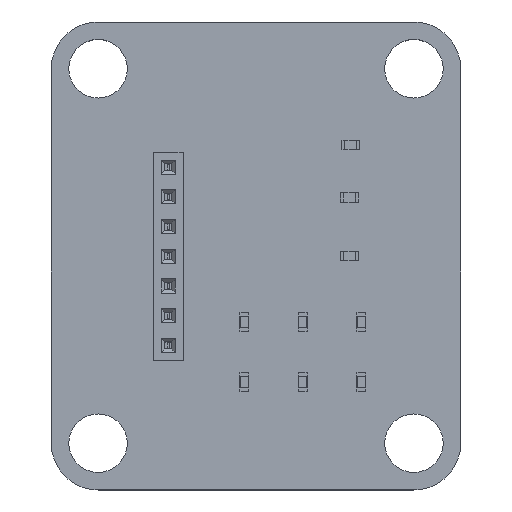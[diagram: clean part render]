
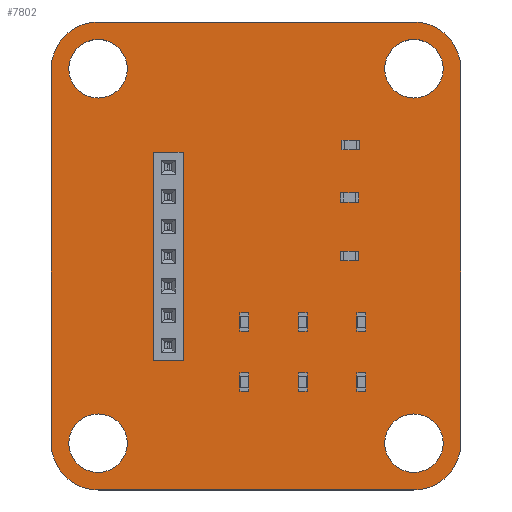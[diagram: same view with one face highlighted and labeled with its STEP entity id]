
A CAD part, top view. The second image highlights one B-rep face of the part: STEP entity #7802.
In plain terms, the highlighted planar face has unit normal (0, 0, 1).
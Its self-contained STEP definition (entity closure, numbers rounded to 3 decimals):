
#7532 = VERTEX_POINT('',#7533);
#7533 = CARTESIAN_POINT('',(136.,-65.,1.51));
#7539 = EDGE_CURVE('',#7532,#7540,#7542,.T.);
#7540 = VERTEX_POINT('',#7541);
#7541 = CARTESIAN_POINT('',(140.,-69.,1.51));
#7542 = CIRCLE('',#7543,4.);
#7543 = AXIS2_PLACEMENT_3D('',#7544,#7545,#7546);
#7544 = CARTESIAN_POINT('',(136.,-69.,1.51));
#7545 = DIRECTION('',(0.,0.,-1.));
#7546 = DIRECTION('',(0.,1.,0.));
#7574 = VERTEX_POINT('',#7575);
#7575 = CARTESIAN_POINT('',(109.,-65.,1.51));
#7581 = EDGE_CURVE('',#7574,#7532,#7582,.T.);
#7582 = LINE('',#7583,#7584);
#7583 = CARTESIAN_POINT('',(109.,-65.,1.51));
#7584 = VECTOR('',#7585,1.);
#7585 = DIRECTION('',(1.,0.,0.));
#7603 = EDGE_CURVE('',#7540,#7604,#7606,.T.);
#7604 = VERTEX_POINT('',#7605);
#7605 = CARTESIAN_POINT('',(140.,-101.,1.51));
#7606 = LINE('',#7607,#7608);
#7607 = CARTESIAN_POINT('',(140.,-69.,1.51));
#7608 = VECTOR('',#7609,1.);
#7609 = DIRECTION('',(0.,-1.,0.));
#7802 = ADVANCED_FACE('',(#7803,#7849,#7860,#7871,#7882,#7893,#7904,
    #7915,#7926,#7937,#7948,#7959),#7970,.T.);
#7803 = FACE_BOUND('',#7804,.T.);
#7804 = EDGE_LOOP('',(#7805,#7806,#7807,#7816,#7824,#7833,#7841,#7848));
#7805 = ORIENTED_EDGE('',*,*,#7539,.F.);
#7806 = ORIENTED_EDGE('',*,*,#7581,.F.);
#7807 = ORIENTED_EDGE('',*,*,#7808,.F.);
#7808 = EDGE_CURVE('',#7809,#7574,#7811,.T.);
#7809 = VERTEX_POINT('',#7810);
#7810 = CARTESIAN_POINT('',(105.,-69.,1.51));
#7811 = CIRCLE('',#7812,4.);
#7812 = AXIS2_PLACEMENT_3D('',#7813,#7814,#7815);
#7813 = CARTESIAN_POINT('',(109.,-69.,1.51));
#7814 = DIRECTION('',(0.,0.,-1.));
#7815 = DIRECTION('',(-1.,0.,0.));
#7816 = ORIENTED_EDGE('',*,*,#7817,.F.);
#7817 = EDGE_CURVE('',#7818,#7809,#7820,.T.);
#7818 = VERTEX_POINT('',#7819);
#7819 = CARTESIAN_POINT('',(105.,-101.,1.51));
#7820 = LINE('',#7821,#7822);
#7821 = CARTESIAN_POINT('',(105.,-101.,1.51));
#7822 = VECTOR('',#7823,1.);
#7823 = DIRECTION('',(0.,1.,0.));
#7824 = ORIENTED_EDGE('',*,*,#7825,.F.);
#7825 = EDGE_CURVE('',#7826,#7818,#7828,.T.);
#7826 = VERTEX_POINT('',#7827);
#7827 = CARTESIAN_POINT('',(109.,-105.,1.51));
#7828 = CIRCLE('',#7829,4.);
#7829 = AXIS2_PLACEMENT_3D('',#7830,#7831,#7832);
#7830 = CARTESIAN_POINT('',(109.,-101.,1.51));
#7831 = DIRECTION('',(0.,0.,-1.));
#7832 = DIRECTION('',(0.,-1.,-0.));
#7833 = ORIENTED_EDGE('',*,*,#7834,.F.);
#7834 = EDGE_CURVE('',#7835,#7826,#7837,.T.);
#7835 = VERTEX_POINT('',#7836);
#7836 = CARTESIAN_POINT('',(136.,-105.,1.51));
#7837 = LINE('',#7838,#7839);
#7838 = CARTESIAN_POINT('',(136.,-105.,1.51));
#7839 = VECTOR('',#7840,1.);
#7840 = DIRECTION('',(-1.,0.,0.));
#7841 = ORIENTED_EDGE('',*,*,#7842,.F.);
#7842 = EDGE_CURVE('',#7604,#7835,#7843,.T.);
#7843 = CIRCLE('',#7844,4.);
#7844 = AXIS2_PLACEMENT_3D('',#7845,#7846,#7847);
#7845 = CARTESIAN_POINT('',(136.,-101.,1.51));
#7846 = DIRECTION('',(0.,0.,-1.));
#7847 = DIRECTION('',(1.,0.,0.));
#7848 = ORIENTED_EDGE('',*,*,#7603,.F.);
#7849 = FACE_BOUND('',#7850,.T.);
#7850 = EDGE_LOOP('',(#7851));
#7851 = ORIENTED_EDGE('',*,*,#7852,.F.);
#7852 = EDGE_CURVE('',#7853,#7853,#7855,.T.);
#7853 = VERTEX_POINT('',#7854);
#7854 = CARTESIAN_POINT('',(111.5,-101.,1.51));
#7855 = CIRCLE('',#7856,2.5);
#7856 = AXIS2_PLACEMENT_3D('',#7857,#7858,#7859);
#7857 = CARTESIAN_POINT('',(109.,-101.,1.51));
#7858 = DIRECTION('',(0.,0.,1.));
#7859 = DIRECTION('',(1.,0.,-0.));
#7860 = FACE_BOUND('',#7861,.T.);
#7861 = EDGE_LOOP('',(#7862));
#7862 = ORIENTED_EDGE('',*,*,#7863,.T.);
#7863 = EDGE_CURVE('',#7864,#7864,#7866,.T.);
#7864 = VERTEX_POINT('',#7865);
#7865 = CARTESIAN_POINT('',(115.,-93.16,1.51));
#7866 = CIRCLE('',#7867,0.5);
#7867 = AXIS2_PLACEMENT_3D('',#7868,#7869,#7870);
#7868 = CARTESIAN_POINT('',(115.,-92.66,1.51));
#7869 = DIRECTION('',(-0.,0.,-1.));
#7870 = DIRECTION('',(-0.,-1.,0.));
#7871 = FACE_BOUND('',#7872,.T.);
#7872 = EDGE_LOOP('',(#7873));
#7873 = ORIENTED_EDGE('',*,*,#7874,.T.);
#7874 = EDGE_CURVE('',#7875,#7875,#7877,.T.);
#7875 = VERTEX_POINT('',#7876);
#7876 = CARTESIAN_POINT('',(115.,-90.62,1.51));
#7877 = CIRCLE('',#7878,0.5);
#7878 = AXIS2_PLACEMENT_3D('',#7879,#7880,#7881);
#7879 = CARTESIAN_POINT('',(115.,-90.12,1.51));
#7880 = DIRECTION('',(-0.,0.,-1.));
#7881 = DIRECTION('',(-0.,-1.,0.));
#7882 = FACE_BOUND('',#7883,.T.);
#7883 = EDGE_LOOP('',(#7884));
#7884 = ORIENTED_EDGE('',*,*,#7885,.T.);
#7885 = EDGE_CURVE('',#7886,#7886,#7888,.T.);
#7886 = VERTEX_POINT('',#7887);
#7887 = CARTESIAN_POINT('',(115.,-88.08,1.51));
#7888 = CIRCLE('',#7889,0.5);
#7889 = AXIS2_PLACEMENT_3D('',#7890,#7891,#7892);
#7890 = CARTESIAN_POINT('',(115.,-87.58,1.51));
#7891 = DIRECTION('',(-0.,0.,-1.));
#7892 = DIRECTION('',(-0.,-1.,0.));
#7893 = FACE_BOUND('',#7894,.T.);
#7894 = EDGE_LOOP('',(#7895));
#7895 = ORIENTED_EDGE('',*,*,#7896,.T.);
#7896 = EDGE_CURVE('',#7897,#7897,#7899,.T.);
#7897 = VERTEX_POINT('',#7898);
#7898 = CARTESIAN_POINT('',(115.,-85.54,1.51));
#7899 = CIRCLE('',#7900,0.5);
#7900 = AXIS2_PLACEMENT_3D('',#7901,#7902,#7903);
#7901 = CARTESIAN_POINT('',(115.,-85.04,1.51));
#7902 = DIRECTION('',(-0.,0.,-1.));
#7903 = DIRECTION('',(-0.,-1.,0.));
#7904 = FACE_BOUND('',#7905,.T.);
#7905 = EDGE_LOOP('',(#7906));
#7906 = ORIENTED_EDGE('',*,*,#7907,.F.);
#7907 = EDGE_CURVE('',#7908,#7908,#7910,.T.);
#7908 = VERTEX_POINT('',#7909);
#7909 = CARTESIAN_POINT('',(138.5,-101.,1.51));
#7910 = CIRCLE('',#7911,2.5);
#7911 = AXIS2_PLACEMENT_3D('',#7912,#7913,#7914);
#7912 = CARTESIAN_POINT('',(136.,-101.,1.51));
#7913 = DIRECTION('',(0.,0.,1.));
#7914 = DIRECTION('',(1.,0.,-0.));
#7915 = FACE_BOUND('',#7916,.T.);
#7916 = EDGE_LOOP('',(#7917));
#7917 = ORIENTED_EDGE('',*,*,#7918,.T.);
#7918 = EDGE_CURVE('',#7919,#7919,#7921,.T.);
#7919 = VERTEX_POINT('',#7920);
#7920 = CARTESIAN_POINT('',(115.,-83.,1.51));
#7921 = CIRCLE('',#7922,0.5);
#7922 = AXIS2_PLACEMENT_3D('',#7923,#7924,#7925);
#7923 = CARTESIAN_POINT('',(115.,-82.5,1.51));
#7924 = DIRECTION('',(-0.,0.,-1.));
#7925 = DIRECTION('',(-0.,-1.,0.));
#7926 = FACE_BOUND('',#7927,.T.);
#7927 = EDGE_LOOP('',(#7928));
#7928 = ORIENTED_EDGE('',*,*,#7929,.T.);
#7929 = EDGE_CURVE('',#7930,#7930,#7932,.T.);
#7930 = VERTEX_POINT('',#7931);
#7931 = CARTESIAN_POINT('',(115.,-80.46,1.51));
#7932 = CIRCLE('',#7933,0.5);
#7933 = AXIS2_PLACEMENT_3D('',#7934,#7935,#7936);
#7934 = CARTESIAN_POINT('',(115.,-79.96,1.51));
#7935 = DIRECTION('',(-0.,0.,-1.));
#7936 = DIRECTION('',(-0.,-1.,0.));
#7937 = FACE_BOUND('',#7938,.T.);
#7938 = EDGE_LOOP('',(#7939));
#7939 = ORIENTED_EDGE('',*,*,#7940,.T.);
#7940 = EDGE_CURVE('',#7941,#7941,#7943,.T.);
#7941 = VERTEX_POINT('',#7942);
#7942 = CARTESIAN_POINT('',(115.,-77.92,1.51));
#7943 = CIRCLE('',#7944,0.5);
#7944 = AXIS2_PLACEMENT_3D('',#7945,#7946,#7947);
#7945 = CARTESIAN_POINT('',(115.,-77.42,1.51));
#7946 = DIRECTION('',(-0.,0.,-1.));
#7947 = DIRECTION('',(-0.,-1.,0.));
#7948 = FACE_BOUND('',#7949,.T.);
#7949 = EDGE_LOOP('',(#7950));
#7950 = ORIENTED_EDGE('',*,*,#7951,.F.);
#7951 = EDGE_CURVE('',#7952,#7952,#7954,.T.);
#7952 = VERTEX_POINT('',#7953);
#7953 = CARTESIAN_POINT('',(111.5,-69.,1.51));
#7954 = CIRCLE('',#7955,2.5);
#7955 = AXIS2_PLACEMENT_3D('',#7956,#7957,#7958);
#7956 = CARTESIAN_POINT('',(109.,-69.,1.51));
#7957 = DIRECTION('',(0.,0.,1.));
#7958 = DIRECTION('',(1.,0.,-0.));
#7959 = FACE_BOUND('',#7960,.T.);
#7960 = EDGE_LOOP('',(#7961));
#7961 = ORIENTED_EDGE('',*,*,#7962,.F.);
#7962 = EDGE_CURVE('',#7963,#7963,#7965,.T.);
#7963 = VERTEX_POINT('',#7964);
#7964 = CARTESIAN_POINT('',(138.5,-69.,1.51));
#7965 = CIRCLE('',#7966,2.5);
#7966 = AXIS2_PLACEMENT_3D('',#7967,#7968,#7969);
#7967 = CARTESIAN_POINT('',(136.,-69.,1.51));
#7968 = DIRECTION('',(0.,0.,1.));
#7969 = DIRECTION('',(1.,0.,-0.));
#7970 = PLANE('',#7971);
#7971 = AXIS2_PLACEMENT_3D('',#7972,#7973,#7974);
#7972 = CARTESIAN_POINT('',(0.,0.,1.51));
#7973 = DIRECTION('',(0.,0.,1.));
#7974 = DIRECTION('',(1.,0.,-0.));
